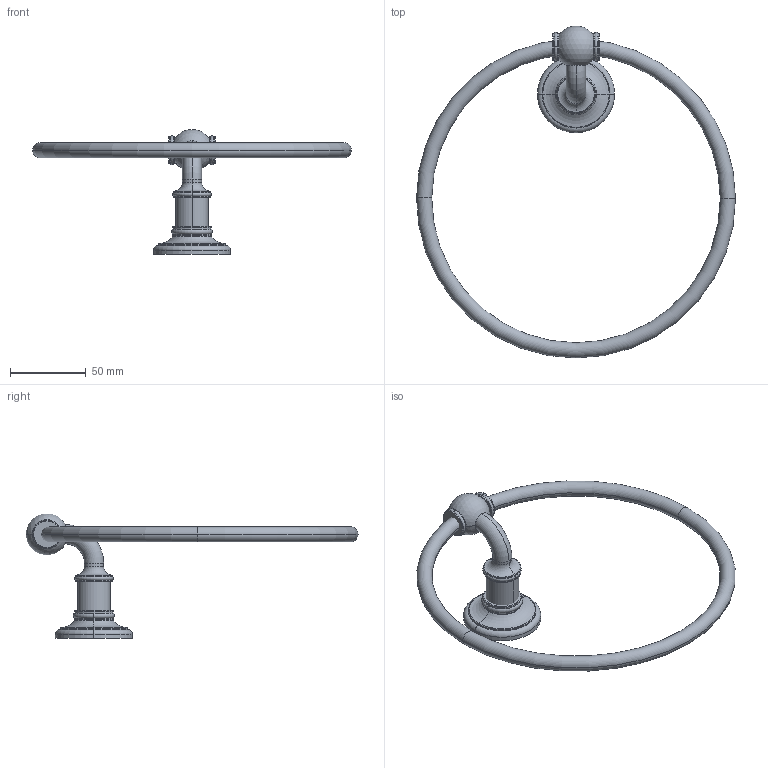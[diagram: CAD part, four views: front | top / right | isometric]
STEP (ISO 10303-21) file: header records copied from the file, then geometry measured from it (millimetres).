
FILE_DESCRIPTION((''),'2;1');
FILE_NAME('4505_WEB','2010-09-02T',('project'),(''),'PRO/ENGINEER BY PARAMETRIC TECHNOLOGY CORPORATION, 2009300','PRO/ENGINEER BY PARAMETRIC TECHNOLOGY CORPORATION, 2009300','');
FILE_SCHEMA(('CONFIG_CONTROL_DESIGN'));
Length unit declared in the file: inch
Products named in the file (1): 4505_WEB
Bounding box: 210 x 218.62 x 82.29 mm (x, y, z)
Surface area: 34051.3 mm2 (no closed solid volume)
Topology: 0 solids, 9 shells, 74 faces, 160 edges, 91 vertices
Faces by surface type: torus 40, cylinder 24, plane 8, sphere 2
Entity records: 2045 total; most frequent: DIRECTION 440, CARTESIAN_POINT 323, ORIENTED_EDGE 292, AXIS2_PLACEMENT_3D 208, EDGE_CURVE 158, CIRCLE 134, VERTEX_POINT 91, EDGE_LOOP 74
